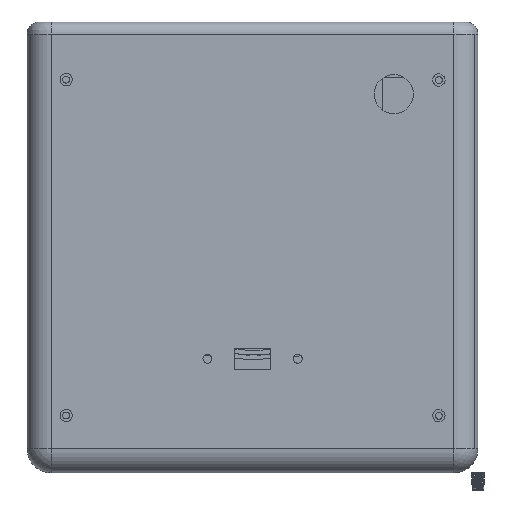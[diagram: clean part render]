
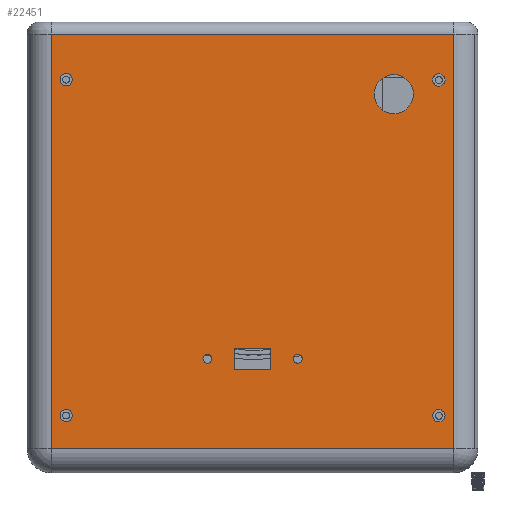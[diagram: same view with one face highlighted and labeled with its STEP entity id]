
A CAD part, left-side view. The second image highlights one B-rep face of the part: STEP entity #22451.
In plain terms, the highlighted planar face has unit normal (-1, 0, 0).
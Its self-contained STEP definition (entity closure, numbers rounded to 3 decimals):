
#422=FACE_BOUND('',#3597,.T.);
#423=FACE_BOUND('',#3598,.T.);
#424=FACE_BOUND('',#3599,.T.);
#425=FACE_BOUND('',#3600,.T.);
#426=FACE_BOUND('',#3601,.T.);
#427=FACE_BOUND('',#3602,.T.);
#428=FACE_BOUND('',#3603,.T.);
#429=FACE_BOUND('',#3604,.T.);
#908=PLANE('',#24182);
#2245=FACE_OUTER_BOUND('',#3596,.T.);
#3596=EDGE_LOOP('',(#19288,#19289,#19290,#19291));
#3597=EDGE_LOOP('',(#19292));
#3598=EDGE_LOOP('',(#19293));
#3599=EDGE_LOOP('',(#19294));
#3600=EDGE_LOOP('',(#19295));
#3601=EDGE_LOOP('',(#19296));
#3602=EDGE_LOOP('',(#19297));
#3603=EDGE_LOOP('',(#19298,#19299,#19300,#19301));
#3604=EDGE_LOOP('',(#19302));
#4470=CIRCLE('',#24133,2.05);
#4473=CIRCLE('',#24138,2.05);
#4476=CIRCLE('',#24143,2.05);
#4479=CIRCLE('',#24148,2.05);
#4486=CIRCLE('',#24167,1.5);
#4487=CIRCLE('',#24169,1.5);
#4488=CIRCLE('',#24173,6.5);
#6893=LINE('',#45758,#8579);
#6896=LINE('',#45763,#8582);
#6899=LINE('',#45774,#8585);
#6901=LINE('',#45777,#8587);
#6904=LINE('',#45791,#8590);
#6906=LINE('',#45798,#8592);
#6908=LINE('',#45803,#8594);
#6909=LINE('',#45806,#8595);
#8579=VECTOR('',#27997,10.);
#8582=VECTOR('',#28002,10.);
#8585=VECTOR('',#28015,10.);
#8587=VECTOR('',#28019,10.);
#8590=VECTOR('',#28032,10.);
#8592=VECTOR('',#28040,10.);
#8594=VECTOR('',#28044,10.);
#8595=VECTOR('',#28049,10.);
#10567=VERTEX_POINT('',#45671);
#10570=VERTEX_POINT('',#45680);
#10573=VERTEX_POINT('',#45689);
#10576=VERTEX_POINT('',#45698);
#10595=VERTEX_POINT('',#45755);
#10596=VERTEX_POINT('',#45757);
#10597=VERTEX_POINT('',#45761);
#10598=VERTEX_POINT('',#45765);
#10599=VERTEX_POINT('',#45769);
#10600=VERTEX_POINT('',#45773);
#10601=VERTEX_POINT('',#45779);
#10605=VERTEX_POINT('',#45788);
#10606=VERTEX_POINT('',#45790);
#10608=VERTEX_POINT('',#45796);
#10610=VERTEX_POINT('',#45802);
#13560=EDGE_CURVE('',#10567,#10567,#4470,.T.);
#13564=EDGE_CURVE('',#10570,#10570,#4473,.T.);
#13568=EDGE_CURVE('',#10573,#10573,#4476,.T.);
#13572=EDGE_CURVE('',#10576,#10576,#4479,.T.);
#13601=EDGE_CURVE('',#10596,#10595,#6893,.T.);
#13604=EDGE_CURVE('',#10595,#10597,#6896,.T.);
#13605=EDGE_CURVE('',#10598,#10598,#4486,.T.);
#13607=EDGE_CURVE('',#10599,#10599,#4487,.T.);
#13609=EDGE_CURVE('',#10600,#10596,#6899,.T.);
#13611=EDGE_CURVE('',#10597,#10600,#6901,.T.);
#13612=EDGE_CURVE('',#10601,#10601,#4488,.T.);
#13617=EDGE_CURVE('',#10605,#10606,#6904,.T.);
#13621=EDGE_CURVE('',#10608,#10605,#6906,.T.);
#13623=EDGE_CURVE('',#10606,#10610,#6908,.T.);
#13625=EDGE_CURVE('',#10610,#10608,#6909,.T.);
#19288=ORIENTED_EDGE('',*,*,#13621,.F.);
#19289=ORIENTED_EDGE('',*,*,#13625,.F.);
#19290=ORIENTED_EDGE('',*,*,#13623,.F.);
#19291=ORIENTED_EDGE('',*,*,#13617,.F.);
#19292=ORIENTED_EDGE('',*,*,#13560,.T.);
#19293=ORIENTED_EDGE('',*,*,#13564,.T.);
#19294=ORIENTED_EDGE('',*,*,#13568,.T.);
#19295=ORIENTED_EDGE('',*,*,#13572,.T.);
#19296=ORIENTED_EDGE('',*,*,#13605,.T.);
#19297=ORIENTED_EDGE('',*,*,#13607,.T.);
#19298=ORIENTED_EDGE('',*,*,#13609,.T.);
#19299=ORIENTED_EDGE('',*,*,#13601,.T.);
#19300=ORIENTED_EDGE('',*,*,#13604,.T.);
#19301=ORIENTED_EDGE('',*,*,#13611,.T.);
#19302=ORIENTED_EDGE('',*,*,#13612,.T.);
#22451=ADVANCED_FACE('',(#2245,#422,#423,#424,#425,#426,#427,#428,#429),
#908,.T.);
#24133=AXIS2_PLACEMENT_3D('',#45672,#27908,#27909);
#24138=AXIS2_PLACEMENT_3D('',#45681,#27919,#27920);
#24143=AXIS2_PLACEMENT_3D('',#45690,#27930,#27931);
#24148=AXIS2_PLACEMENT_3D('',#45699,#27941,#27942);
#24167=AXIS2_PLACEMENT_3D('',#45766,#28005,#28006);
#24169=AXIS2_PLACEMENT_3D('',#45770,#28010,#28011);
#24173=AXIS2_PLACEMENT_3D('',#45780,#28022,#28023);
#24182=AXIS2_PLACEMENT_3D('',#45805,#28047,#28048);
#27908=DIRECTION('center_axis',(1.,0.,0.));
#27909=DIRECTION('ref_axis',(0.,-1.,0.));
#27919=DIRECTION('center_axis',(1.,0.,0.));
#27920=DIRECTION('ref_axis',(0.,-1.,0.));
#27930=DIRECTION('center_axis',(1.,0.,0.));
#27931=DIRECTION('ref_axis',(0.,-1.,0.));
#27941=DIRECTION('center_axis',(1.,0.,0.));
#27942=DIRECTION('ref_axis',(0.,-1.,0.));
#27997=DIRECTION('',(0.,-1.,0.));
#28002=DIRECTION('',(0.,0.,-1.));
#28005=DIRECTION('center_axis',(1.,0.,0.));
#28006=DIRECTION('ref_axis',(0.,-1.,0.));
#28010=DIRECTION('center_axis',(1.,0.,0.));
#28011=DIRECTION('ref_axis',(0.,-1.,0.));
#28015=DIRECTION('',(0.,0.,1.));
#28019=DIRECTION('',(0.,1.,0.));
#28022=DIRECTION('center_axis',(1.,0.,0.));
#28023=DIRECTION('ref_axis',(0.,-1.,0.));
#28032=DIRECTION('',(0.,0.,-1.));
#28040=DIRECTION('',(0.,-1.,0.));
#28044=DIRECTION('',(0.,1.,0.));
#28047=DIRECTION('center_axis',(-1.,0.,0.));
#28048=DIRECTION('ref_axis',(0.,-1.,0.));
#28049=DIRECTION('',(0.,0.,1.));
#45671=CARTESIAN_POINT('',(0.,139.05,130.8));
#45672=CARTESIAN_POINT('Origin',(0.,137.,130.8));
#45680=CARTESIAN_POINT('',(0.,139.05,19.1));
#45681=CARTESIAN_POINT('Origin',(0.,137.,19.1));
#45689=CARTESIAN_POINT('',(0.,15.05,19.));
#45690=CARTESIAN_POINT('Origin',(0.,13.,19.));
#45698=CARTESIAN_POINT('',(0.,15.05,130.7));
#45699=CARTESIAN_POINT('Origin',(0.,13.,130.7));
#45755=CARTESIAN_POINT('',(0.,69.,41.5));
#45757=CARTESIAN_POINT('',(0.,81.,41.5));
#45758=CARTESIAN_POINT('',(0.,115.5,41.5));
#45761=CARTESIAN_POINT('',(0.,69.,34.5));
#45763=CARTESIAN_POINT('',(0.,69.,20.75));
#45765=CARTESIAN_POINT('',(0.,61.5,38.));
#45766=CARTESIAN_POINT('Origin',(0.,60.,38.));
#45769=CARTESIAN_POINT('',(0.,91.5,38.));
#45770=CARTESIAN_POINT('Origin',(0.,90.,38.));
#45773=CARTESIAN_POINT('',(0.,81.,34.5));
#45774=CARTESIAN_POINT('',(0.,81.,17.25));
#45777=CARTESIAN_POINT('',(0.,109.5,34.5));
#45779=CARTESIAN_POINT('',(0.,34.5,126.));
#45780=CARTESIAN_POINT('Origin',(0.,28.,126.));
#45788=CARTESIAN_POINT('',(0.,8.,146.));
#45790=CARTESIAN_POINT('',(0.,8.,8.));
#45791=CARTESIAN_POINT('',(0.,8.,0.));
#45796=CARTESIAN_POINT('',(0.,142.,146.));
#45798=CARTESIAN_POINT('',(0.,112.5,146.));
#45802=CARTESIAN_POINT('',(0.,142.,8.));
#45803=CARTESIAN_POINT('',(0.,112.5,8.));
#45805=CARTESIAN_POINT('Origin',(0.,150.,0.));
#45806=CARTESIAN_POINT('',(0.,142.,0.));
